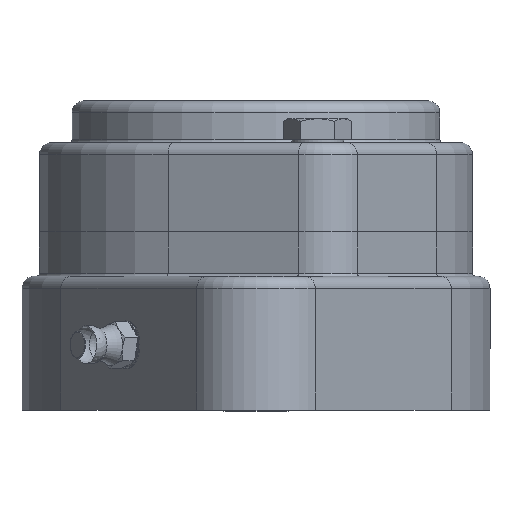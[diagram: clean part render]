
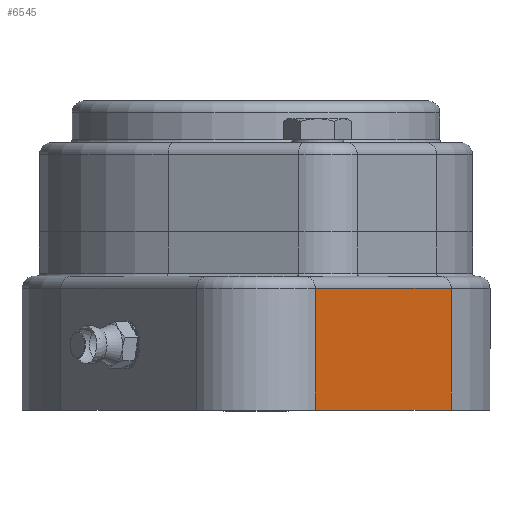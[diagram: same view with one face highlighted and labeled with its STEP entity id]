
A CAD part, left-side view. The second image highlights one B-rep face of the part: STEP entity #6545.
In plain terms, the highlighted planar face has unit normal (-0.556, -0.832, 0).
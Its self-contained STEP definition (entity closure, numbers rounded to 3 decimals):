
#450=FACE_OUTER_BOUND('',#1773,.T.);
#803=LINE('',#10498,#1140);
#839=LINE('',#10741,#1176);
#857=LINE('',#10810,#1194);
#858=LINE('',#10812,#1195);
#1140=VECTOR('',#8058,10.);
#1176=VECTOR('',#8266,10.);
#1194=VECTOR('',#8334,10.);
#1195=VECTOR('',#8337,10.);
#1463=PLANE('',#7125);
#1773=EDGE_LOOP('',(#4666,#4667,#4668,#4669));
#2772=VERTEX_POINT('',#10495);
#2773=VERTEX_POINT('',#10497);
#2841=VERTEX_POINT('',#10735);
#2842=VERTEX_POINT('',#10739);
#3403=EDGE_CURVE('',#2773,#2772,#803,.T.);
#3500=EDGE_CURVE('',#2841,#2842,#839,.T.);
#3533=EDGE_CURVE('',#2841,#2773,#857,.T.);
#3534=EDGE_CURVE('',#2842,#2772,#858,.T.);
#4666=ORIENTED_EDGE('',*,*,#3500,.F.);
#4667=ORIENTED_EDGE('',*,*,#3533,.T.);
#4668=ORIENTED_EDGE('',*,*,#3403,.T.);
#4669=ORIENTED_EDGE('',*,*,#3534,.F.);
#6545=ADVANCED_FACE('',(#450),#1463,.T.);
#7125=AXIS2_PLACEMENT_3D('',#10811,#8335,#8336);
#8058=DIRECTION('',(0.831,-0.556,0.));
#8266=DIRECTION('',(0.831,-0.556,0.));
#8334=DIRECTION('',(0.,0.,-1.));
#8335=DIRECTION('center_axis',(-0.556,-0.831,0.));
#8336=DIRECTION('ref_axis',(0.,0.,1.));
#8337=DIRECTION('',(0.,0.,-1.));
#10495=CARTESIAN_POINT('',(-21.944,-32.843,-22.5));
#10497=CARTESIAN_POINT('',(-56.167,-9.978,-22.5));
#10498=CARTESIAN_POINT('',(-56.167,-9.978,-22.5));
#10735=CARTESIAN_POINT('',(-56.167,-9.978,-2.));
#10739=CARTESIAN_POINT('',(-21.944,-32.843,-2.));
#10741=CARTESIAN_POINT('',(-39.056,-21.411,-2.));
#10810=CARTESIAN_POINT('',(-56.167,-9.978,0.));
#10811=CARTESIAN_POINT('Origin',(-56.167,-9.978,0.));
#10812=CARTESIAN_POINT('',(-21.944,-32.843,0.));
